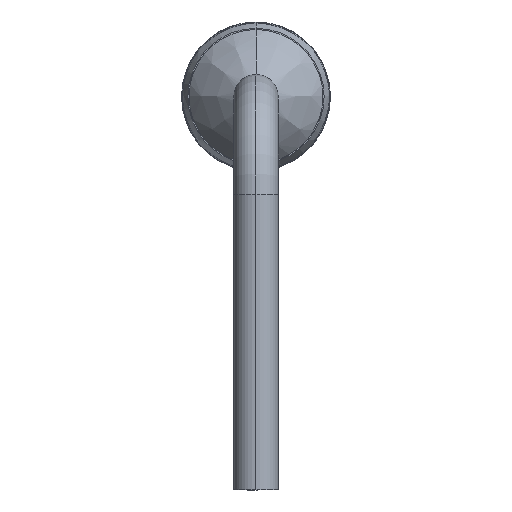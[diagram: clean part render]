
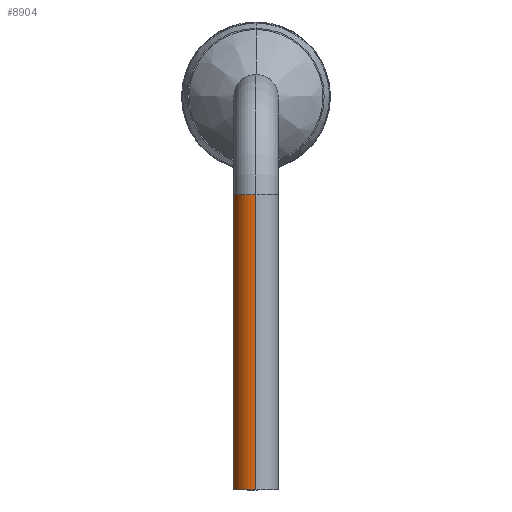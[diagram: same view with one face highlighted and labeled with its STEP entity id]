
A CAD part, left-side view. The second image highlights one B-rep face of the part: STEP entity #8904.
In plain terms, the highlighted cylindrical face has radius 0.225 mm (diameter 0.45 mm), a partial arc.
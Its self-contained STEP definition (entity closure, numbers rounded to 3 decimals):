
#21 = CARTESIAN_POINT ( 'NONE',  ( -3.875, 0., -0.24 ) ) ;
#165 = CARTESIAN_POINT ( 'NONE',  ( -3.65, 0., -0.24 ) ) ;
#320 = CARTESIAN_POINT ( 'NONE',  ( -3.425, 0., -3.24 ) ) ;
#392 = ORIENTED_EDGE ( 'NONE', *, *, #7293, .T. ) ;
#424 = DIRECTION ( 'NONE',  ( -1., 0., 0. ) ) ;
#659 = EDGE_CURVE ( 'NONE', #4733, #5387, #7989, .T. ) ;
#1103 = CARTESIAN_POINT ( 'NONE',  ( -3.425, 0., -0.24 ) ) ;
#2247 = DIRECTION ( 'NONE',  ( 1., 0., 0. ) ) ;
#2729 = CARTESIAN_POINT ( 'NONE',  ( -3.875, 0., -0.24 ) ) ;
#2946 = VECTOR ( 'NONE', #4472, 1000. ) ;
#3331 = DIRECTION ( 'NONE',  ( 1., 0., 0. ) ) ;
#3562 = DIRECTION ( 'NONE',  ( 0., 0., -1. ) ) ;
#3952 = CARTESIAN_POINT ( 'NONE',  ( -3.875, 0., -3.24 ) ) ;
#4472 = DIRECTION ( 'NONE',  ( 0., 0., -1. ) ) ;
#4553 = DIRECTION ( 'NONE',  ( 0., 0., 1. ) ) ;
#4677 = VECTOR ( 'NONE', #3562, 1000. ) ;
#4733 = VERTEX_POINT ( 'NONE', #9341 ) ;
#4888 = CARTESIAN_POINT ( 'NONE',  ( -3.65, 0., -0.24 ) ) ;
#5143 = EDGE_CURVE ( 'NONE', #10694, #8410, #10510, .T. ) ;
#5387 = VERTEX_POINT ( 'NONE', #320 ) ;
#5503 = EDGE_LOOP ( 'NONE', ( #8851, #7723, #392, #13780 ) ) ;
#5629 = CARTESIAN_POINT ( 'NONE',  ( -3.65, 0., -3.24 ) ) ;
#7293 = EDGE_CURVE ( 'NONE', #5387, #8410, #9506, .T. ) ;
#7723 = ORIENTED_EDGE ( 'NONE', *, *, #659, .T. ) ;
#7989 = LINE ( 'NONE', #1103, #2946 ) ;
#8074 = CIRCLE ( 'NONE', #13663, 0.225 ) ;
#8410 = VERTEX_POINT ( 'NONE', #3952 ) ;
#8851 = ORIENTED_EDGE ( 'NONE', *, *, #10360, .F. ) ;
#8904 = ADVANCED_FACE ( 'NONE', ( #10538 ), #14103, .T. ) ;
#9341 = CARTESIAN_POINT ( 'NONE',  ( -3.425, 0., -0.24 ) ) ;
#9506 = CIRCLE ( 'NONE', #11946, 0.225 ) ;
#10360 = EDGE_CURVE ( 'NONE', #4733, #10694, #8074, .T. ) ;
#10510 = LINE ( 'NONE', #21, #4677 ) ;
#10538 = FACE_OUTER_BOUND ( 'NONE', #5503, .T. ) ;
#10694 = VERTEX_POINT ( 'NONE', #2729 ) ;
#11658 = AXIS2_PLACEMENT_3D ( 'NONE', #4888, #11927, #424 ) ;
#11927 = DIRECTION ( 'NONE',  ( 0., 0., -1. ) ) ;
#11946 = AXIS2_PLACEMENT_3D ( 'NONE', #5629, #4553, #3331 ) ;
#13663 = AXIS2_PLACEMENT_3D ( 'NONE', #165, #14141, #2247 ) ;
#13780 = ORIENTED_EDGE ( 'NONE', *, *, #5143, .F. ) ;
#14103 = CYLINDRICAL_SURFACE ( 'NONE', #11658, 0.225 ) ;
#14141 = DIRECTION ( 'NONE',  ( 0., 0., 1. ) ) ;
